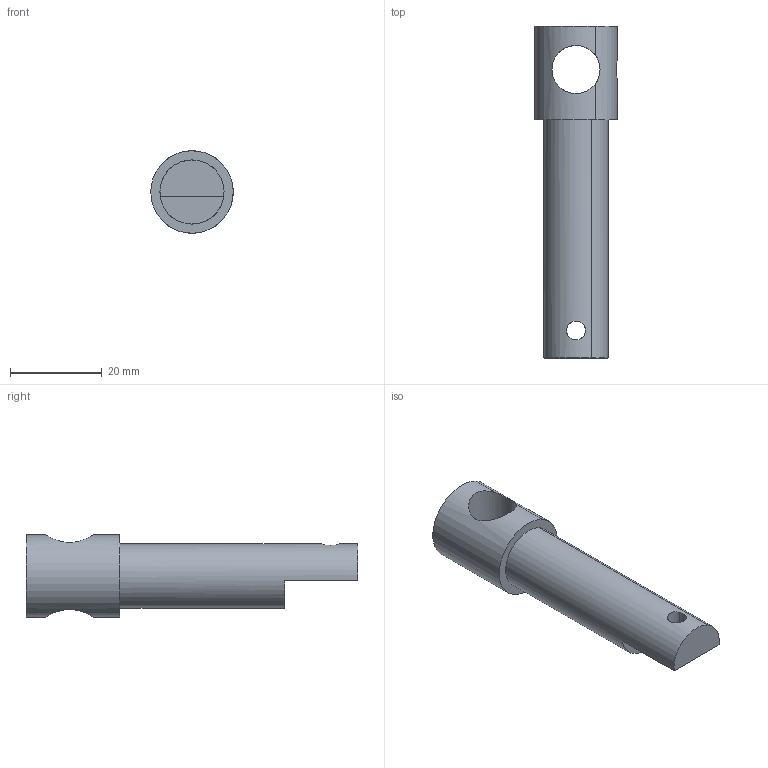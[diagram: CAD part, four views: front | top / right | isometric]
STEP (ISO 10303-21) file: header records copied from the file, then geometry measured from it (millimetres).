
FILE_DESCRIPTION(('CATIA V5 STEP Exchange'),'2;1');
FILE_NAME('Maintient tige.stp','2021-01-31T18:19:23+00:00',('none'),('none'),'CATIA Version 5 Release 20 GA (IN-10)','CATIA V5 STEP AP203','none');
FILE_SCHEMA(('CONFIG_CONTROL_DESIGN'));
Length unit declared in the file: millimetre
Products named in the file (1): Maintient tige
Bounding box: 18 x 72.5 x 18 mm (x, y, z)
Volume: 10566.7 mm3; surface area: 4312.5 mm2
Topology: 1 solids, 1 shells, 15 faces, 45 edges, 32 vertices
Faces by surface type: cylinder 10, plane 5
Entity records: 675 total; most frequent: CARTESIAN_POINT 262, ORIENTED_EDGE 90, DIRECTION 49, EDGE_CURVE 45, VERTEX_POINT 30, AXIS2_PLACEMENT_3D 23, EDGE_LOOP 19, VECTOR 17
